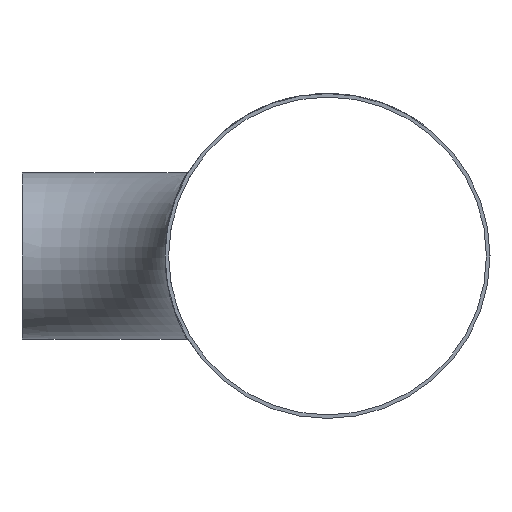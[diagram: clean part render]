
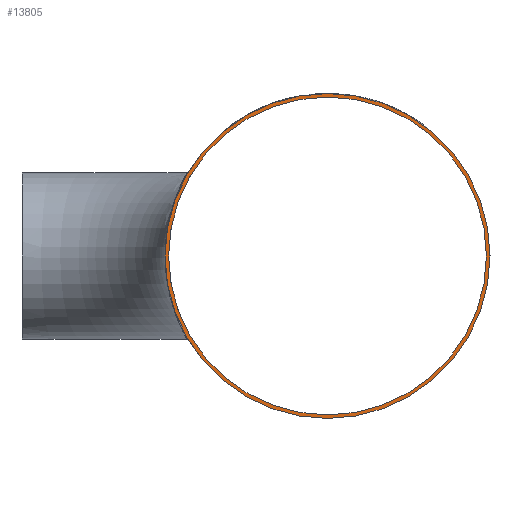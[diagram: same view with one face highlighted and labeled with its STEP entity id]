
A CAD part, left-side view. The second image highlights one B-rep face of the part: STEP entity #13805.
In plain terms, the highlighted planar face has unit normal (-1, 0, 0).
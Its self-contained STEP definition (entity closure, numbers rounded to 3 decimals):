
#982 = EDGE_LOOP ( 'NONE', ( #30787 ) ) ;
#1418 = CIRCLE ( 'NONE', #28421, 133.5 ) ;
#2612 = CARTESIAN_POINT ( 'NONE',  ( -381., -256.65, 0. ) ) ;
#6753 = CARTESIAN_POINT ( 'NONE',  ( -381., -256.65, -136.5 ) ) ;
#8781 = DIRECTION ( 'NONE',  ( 1., 0., 0. ) ) ;
#9206 = EDGE_CURVE ( 'NONE', #38907, #38907, #28961, .T. ) ;
#10037 = CARTESIAN_POINT ( 'NONE',  ( -381., -256.65, 0. ) ) ;
#11096 = ORIENTED_EDGE ( 'NONE', *, *, #27513, .T. ) ;
#12536 = CARTESIAN_POINT ( 'NONE',  ( -381., -256.65, 0. ) ) ;
#13090 = DIRECTION ( 'NONE',  ( 1., 0., 0. ) ) ;
#13805 = ADVANCED_FACE ( 'NONE', ( #29700, #44293 ), #23325, .F. ) ;
#14032 = VERTEX_POINT ( 'NONE', #22445 ) ;
#16894 = DIRECTION ( 'NONE',  ( 0., 0., -1. ) ) ;
#18421 = AXIS2_PLACEMENT_3D ( 'NONE', #12536, #8781, #33671 ) ;
#22445 = CARTESIAN_POINT ( 'NONE',  ( -381., -256.65, -133.5 ) ) ;
#23325 = PLANE ( 'NONE',  #18421 ) ;
#26962 = DIRECTION ( 'NONE',  ( 0., 0., -1. ) ) ;
#27513 = EDGE_CURVE ( 'NONE', #14032, #14032, #1418, .T. ) ;
#27722 = DIRECTION ( 'NONE',  ( 1., 0., 0. ) ) ;
#28421 = AXIS2_PLACEMENT_3D ( 'NONE', #10037, #13090, #26962 ) ;
#28961 = CIRCLE ( 'NONE', #42509, 136.5 ) ;
#29700 = FACE_BOUND ( 'NONE', #35524, .T. ) ;
#30787 = ORIENTED_EDGE ( 'NONE', *, *, #9206, .F. ) ;
#33671 = DIRECTION ( 'NONE',  ( 0., 0., -1. ) ) ;
#35524 = EDGE_LOOP ( 'NONE', ( #11096 ) ) ;
#38907 = VERTEX_POINT ( 'NONE', #6753 ) ;
#42509 = AXIS2_PLACEMENT_3D ( 'NONE', #2612, #27722, #16894 ) ;
#44293 = FACE_OUTER_BOUND ( 'NONE', #982, .T. ) ;
